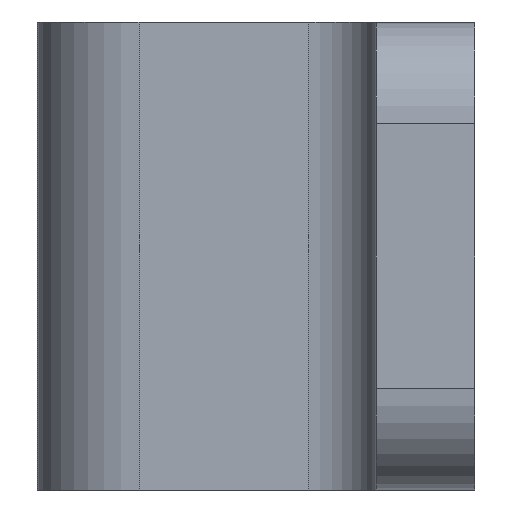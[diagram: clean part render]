
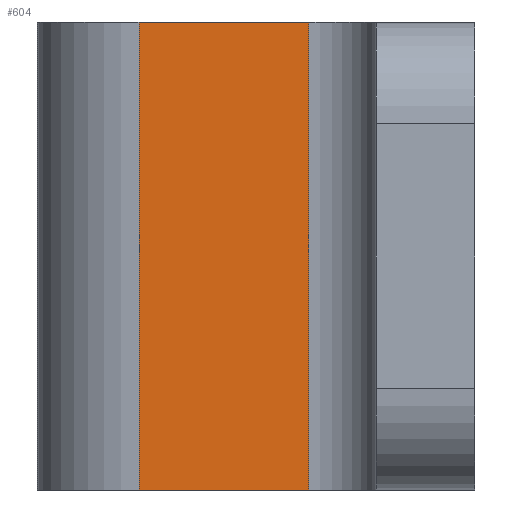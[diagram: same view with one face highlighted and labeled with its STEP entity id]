
A CAD part, left-side view. The second image highlights one B-rep face of the part: STEP entity #604.
In plain terms, the highlighted planar face has unit normal (-1, 0, 0).
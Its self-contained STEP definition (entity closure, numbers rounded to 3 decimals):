
#7 = CARTESIAN_POINT ( 'NONE',  ( -21.145, 3.3, 13.8 ) ) ;
#27 = VECTOR ( 'NONE', #748, 1000. ) ;
#37 = ORIENTED_EDGE ( 'NONE', *, *, #281, .T. ) ;
#42 = ORIENTED_EDGE ( 'NONE', *, *, #592, .F. ) ;
#43 = LINE ( 'NONE', #283, #67 ) ;
#67 = VECTOR ( 'NONE', #401, 1000. ) ;
#121 = DIRECTION ( 'NONE',  ( 0., 1., 0. ) ) ;
#124 = DIRECTION ( 'NONE',  ( 0., 0., 1. ) ) ;
#138 = ORIENTED_EDGE ( 'NONE', *, *, #215, .T. ) ;
#172 = CARTESIAN_POINT ( 'NONE',  ( -21.145, -1.7, 13.8 ) ) ;
#183 = CARTESIAN_POINT ( 'NONE',  ( -21.145, -3.7, 13.8 ) ) ;
#188 = DIRECTION ( 'NONE',  ( -1., 0., 0. ) ) ;
#190 = CARTESIAN_POINT ( 'NONE',  ( -21.145, -1.7, 13.8 ) ) ;
#215 = EDGE_CURVE ( 'NONE', #593, #744, #43, .T. ) ;
#245 = CARTESIAN_POINT ( 'NONE',  ( -21.145, -3.7, 13.8 ) ) ;
#281 = EDGE_CURVE ( 'NONE', #669, #593, #431, .T. ) ;
#283 = CARTESIAN_POINT ( 'NONE',  ( -21.145, 3.3, 0. ) ) ;
#306 = LINE ( 'NONE', #484, #405 ) ;
#309 = EDGE_CURVE ( 'NONE', #342, #669, #755, .T. ) ;
#342 = VERTEX_POINT ( 'NONE', #562 ) ;
#401 = DIRECTION ( 'NONE',  ( 0., 0., -1. ) ) ;
#405 = VECTOR ( 'NONE', #121, 1000. ) ;
#417 = AXIS2_PLACEMENT_3D ( 'NONE', #245, #188, #427 ) ;
#427 = DIRECTION ( 'NONE',  ( 0., -1., 0. ) ) ;
#431 = LINE ( 'NONE', #183, #27 ) ;
#477 = CARTESIAN_POINT ( 'NONE',  ( -21.145, 3.3, 0. ) ) ;
#484 = CARTESIAN_POINT ( 'NONE',  ( -21.145, -3.7, 0. ) ) ;
#562 = CARTESIAN_POINT ( 'NONE',  ( -21.145, -1.7, 0. ) ) ;
#587 = EDGE_LOOP ( 'NONE', ( #42, #789, #37, #138 ) ) ;
#592 = EDGE_CURVE ( 'NONE', #342, #744, #306, .T. ) ;
#593 = VERTEX_POINT ( 'NONE', #7 ) ;
#604 = ADVANCED_FACE ( 'NONE', ( #622 ), #805, .T. ) ;
#622 = FACE_OUTER_BOUND ( 'NONE', #587, .T. ) ;
#669 = VERTEX_POINT ( 'NONE', #172 ) ;
#744 = VERTEX_POINT ( 'NONE', #477 ) ;
#748 = DIRECTION ( 'NONE',  ( 0., 1., 0. ) ) ;
#755 = LINE ( 'NONE', #190, #768 ) ;
#768 = VECTOR ( 'NONE', #124, 1000. ) ;
#789 = ORIENTED_EDGE ( 'NONE', *, *, #309, .T. ) ;
#805 = PLANE ( 'NONE',  #417 ) ;
